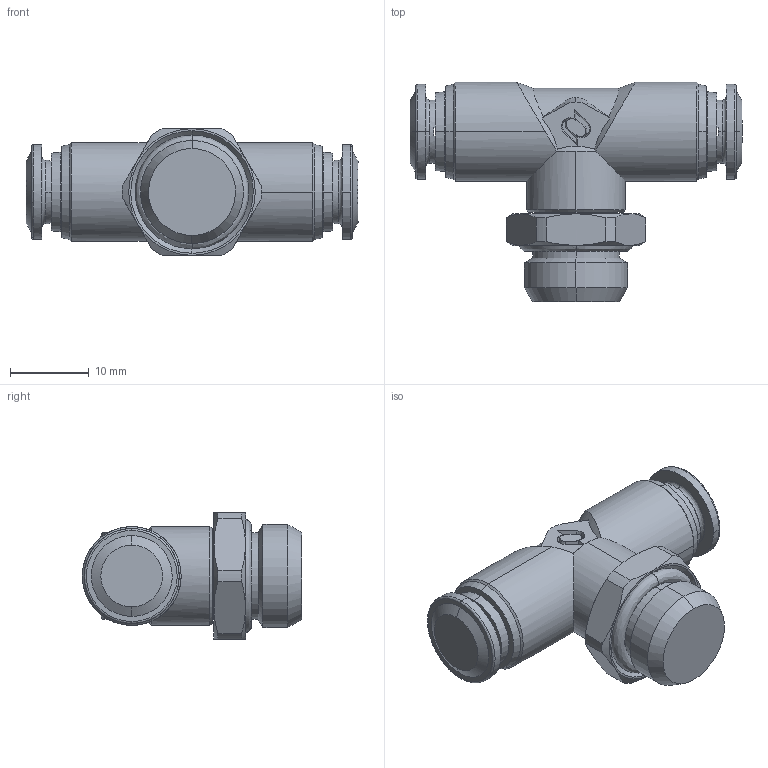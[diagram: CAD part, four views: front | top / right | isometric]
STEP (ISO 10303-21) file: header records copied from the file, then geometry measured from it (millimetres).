
FILE_DESCRIPTION (( 'STEP AP214' ), '1' );
FILE_NAME ('7021600009A.STEP', '2012-10-22T13:41:32', ( '' ), ( '' ), 'SwSTEP 2.0', 'SolidWorks 2012', '' );
FILE_SCHEMA (( 'AUTOMOTIVE_DESIGN' ));
Length unit declared in the file: millimetre
Products named in the file (1): 7021600009A
Bounding box: 42.13 x 27.83 x 16.05 mm (x, y, z)
Volume: 6991.2 mm3; surface area: 3185.3 mm2
Topology: 1 solids, 1 shells, 145 faces, 361 edges, 230 vertices
Faces by surface type: cone 51, plane 51, cylinder 27, bspline 16
Entity records: 7231 total; most frequent: CARTESIAN_POINT 2910, ORIENTED_EDGE 722, DIRECTION 608, EDGE_CURVE 361, AXIS2_PLACEMENT_3D 247, VERTEX_POINT 230, EDGE_LOOP 161, ADVANCED_FACE 145
